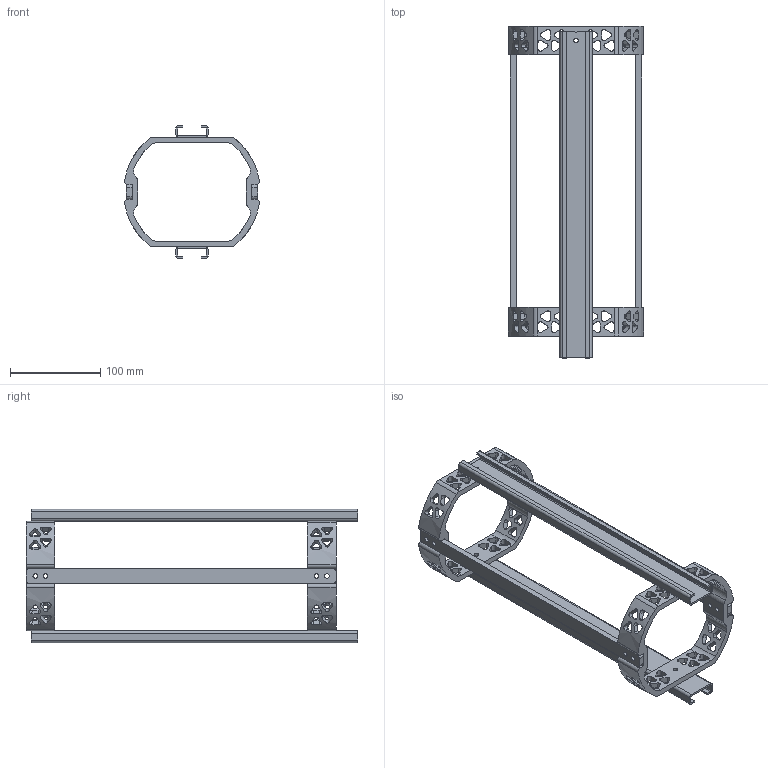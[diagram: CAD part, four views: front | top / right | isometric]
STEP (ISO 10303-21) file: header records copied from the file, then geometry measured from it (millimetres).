
FILE_DESCRIPTION(/* description */ (''),/* implementation_level */ '2;1');
FILE_NAME(/* name */ 'Avionics Superstructure.step',/* time_stamp */ '2024-08-03T18:19:10-07:00',/* author */ (''),/* organization */ (''),/* preprocessor_version */ 'ST-DEVELOPER v20',/* originating_system */ 'Autodesk Translation Framework v13.14.0.145',/* authorisation */ '');
FILE_SCHEMA (('AUTOMOTIVE_DESIGN { 1 0 10303 214 3 1 1 }'));
Length unit declared in the file: millimetre
Products named in the file (4): Avionics Superstructure; AvionicsStrut; 3230T73_Strut Channel_3230T73; Bulkhead Standard
Assembly tree (6 placements, depth 2):
  Avionics Superstructure
    Bulkhead Standard  x2
    AvionicsStrut  x2
    3230T73_Strut Channel_3230T73  x2
Bounding box: 149.34 x 366.96 x 147.32 mm (x, y, z)
Volume: 323770.8 mm3; surface area: 203478.7 mm2
Topology: 6 solids, 6 shells, 558 faces, 1686 edges, 1124 vertices
Faces by surface type: cylinder 200, plane 198, bspline 160
Full cylindrical faces by diameter (mm): 5.105 x22
Entity records: 12024 total; most frequent: CARTESIAN_POINT 4764, ORIENTED_EDGE 1686, DIRECTION 1197, EDGE_CURVE 843, VERTEX_POINT 562, AXIS2_PLACEMENT_3D 413, LINE 371, VECTOR 371
